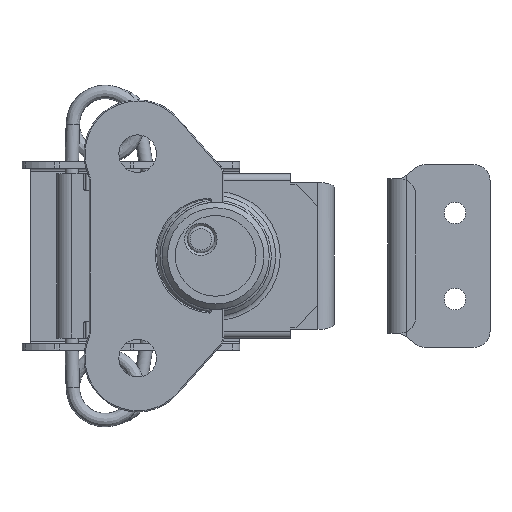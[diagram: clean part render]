
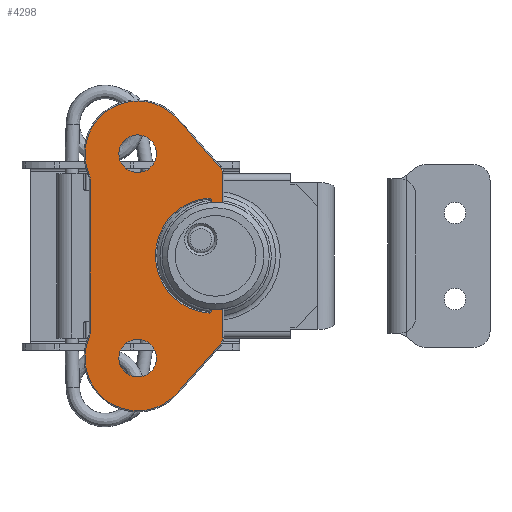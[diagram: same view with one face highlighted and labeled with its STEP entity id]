
A CAD part, top view. The second image highlights one B-rep face of the part: STEP entity #4298.
In plain terms, the highlighted planar face has unit normal (0, 0, 1).
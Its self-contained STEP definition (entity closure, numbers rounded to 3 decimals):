
#247=PLANE('',#4743);
#557=LINE('',#8526,#885);
#559=LINE('',#8540,#887);
#560=LINE('',#8546,#888);
#561=LINE('',#8552,#889);
#562=LINE('',#8555,#890);
#885=VECTOR('',#5921,20.576);
#887=VECTOR('',#5939,12.088);
#888=VECTOR('',#5944,28.408);
#889=VECTOR('',#5949,12.088);
#890=VECTOR('',#5952,30.485);
#946=FACE_BOUND('',#1437,.T.);
#947=FACE_BOUND('',#1438,.T.);
#948=FACE_BOUND('',#1439,.T.);
#1158=FACE_OUTER_BOUND('',#1436,.T.);
#1436=EDGE_LOOP('',(#3848,#3849,#3850,#3851,#3852,#3853,#3854,#3855,#3856,
#3857));
#1437=EDGE_LOOP('',(#3858));
#1438=EDGE_LOOP('',(#3859));
#1439=EDGE_LOOP('',(#3860,#3861,#3862,#3863));
#1668=CIRCLE('',#4732,0.4);
#1673=CIRCLE('',#4739,0.4);
#1674=CIRCLE('',#4741,10.713);
#1675=CIRCLE('',#4744,1.8);
#1676=CIRCLE('',#4745,9.8);
#1677=CIRCLE('',#4746,2.2);
#1678=CIRCLE('',#4747,2.2);
#1679=CIRCLE('',#4748,9.8);
#1680=CIRCLE('',#4749,1.8);
#1681=CIRCLE('',#4750,3.5);
#1682=CIRCLE('',#4751,3.5);
#2089=VERTEX_POINT('',#8515);
#2090=VERTEX_POINT('',#8517);
#2092=VERTEX_POINT('',#8523);
#2093=VERTEX_POINT('',#8528);
#2094=VERTEX_POINT('',#8536);
#2095=VERTEX_POINT('',#8537);
#2096=VERTEX_POINT('',#8539);
#2097=VERTEX_POINT('',#8541);
#2098=VERTEX_POINT('',#8543);
#2099=VERTEX_POINT('',#8545);
#2100=VERTEX_POINT('',#8547);
#2101=VERTEX_POINT('',#8549);
#2102=VERTEX_POINT('',#8551);
#2103=VERTEX_POINT('',#8553);
#2104=VERTEX_POINT('',#8556);
#2105=VERTEX_POINT('',#8558);
#2676=EDGE_CURVE('',#2089,#2090,#1668,.T.);
#2681=EDGE_CURVE('',#2090,#2092,#557,.T.);
#2683=EDGE_CURVE('',#2092,#2093,#1673,.T.);
#2684=EDGE_CURVE('',#2093,#2089,#1674,.T.);
#2686=EDGE_CURVE('',#2094,#2095,#1675,.T.);
#2687=EDGE_CURVE('',#2096,#2094,#559,.T.);
#2688=EDGE_CURVE('',#2097,#2096,#1676,.T.);
#2689=EDGE_CURVE('',#2098,#2097,#1677,.T.);
#2690=EDGE_CURVE('',#2099,#2098,#560,.T.);
#2691=EDGE_CURVE('',#2100,#2099,#1678,.T.);
#2692=EDGE_CURVE('',#2101,#2100,#1679,.T.);
#2693=EDGE_CURVE('',#2102,#2101,#561,.T.);
#2694=EDGE_CURVE('',#2103,#2102,#1680,.T.);
#2695=EDGE_CURVE('',#2095,#2103,#562,.T.);
#2696=EDGE_CURVE('',#2104,#2104,#1681,.T.);
#2697=EDGE_CURVE('',#2105,#2105,#1682,.T.);
#3848=ORIENTED_EDGE('',*,*,#2686,.F.);
#3849=ORIENTED_EDGE('',*,*,#2687,.F.);
#3850=ORIENTED_EDGE('',*,*,#2688,.F.);
#3851=ORIENTED_EDGE('',*,*,#2689,.F.);
#3852=ORIENTED_EDGE('',*,*,#2690,.F.);
#3853=ORIENTED_EDGE('',*,*,#2691,.F.);
#3854=ORIENTED_EDGE('',*,*,#2692,.F.);
#3855=ORIENTED_EDGE('',*,*,#2693,.F.);
#3856=ORIENTED_EDGE('',*,*,#2694,.F.);
#3857=ORIENTED_EDGE('',*,*,#2695,.F.);
#3858=ORIENTED_EDGE('',*,*,#2696,.T.);
#3859=ORIENTED_EDGE('',*,*,#2697,.T.);
#3860=ORIENTED_EDGE('',*,*,#2676,.F.);
#3861=ORIENTED_EDGE('',*,*,#2684,.F.);
#3862=ORIENTED_EDGE('',*,*,#2683,.F.);
#3863=ORIENTED_EDGE('',*,*,#2681,.F.);
#4298=ADVANCED_FACE('',(#1158,#946,#947,#948),#247,.T.);
#4732=AXIS2_PLACEMENT_3D('',#8518,#5910,#5911);
#4739=AXIS2_PLACEMENT_3D('',#8530,#5926,#5927);
#4741=AXIS2_PLACEMENT_3D('',#8532,#5930,#5931);
#4743=AXIS2_PLACEMENT_3D('',#8535,#5935,#5936);
#4744=AXIS2_PLACEMENT_3D('',#8538,#5937,#5938);
#4745=AXIS2_PLACEMENT_3D('',#8542,#5940,#5941);
#4746=AXIS2_PLACEMENT_3D('',#8544,#5942,#5943);
#4747=AXIS2_PLACEMENT_3D('',#8548,#5945,#5946);
#4748=AXIS2_PLACEMENT_3D('',#8550,#5947,#5948);
#4749=AXIS2_PLACEMENT_3D('',#8554,#5950,#5951);
#4750=AXIS2_PLACEMENT_3D('',#8557,#5953,#5954);
#4751=AXIS2_PLACEMENT_3D('',#8559,#5955,#5956);
#5910=DIRECTION('center_axis',(0.,0.,1.));
#5911=DIRECTION('ref_axis',(0.731,0.682,0.));
#5921=DIRECTION('',(-1.,0.,0.));
#5926=DIRECTION('center_axis',(0.,0.,1.));
#5927=DIRECTION('ref_axis',(-0.731,0.682,0.));
#5930=DIRECTION('center_axis',(0.,0.,1.));
#5931=DIRECTION('ref_axis',(0.,-1.,0.));
#5935=DIRECTION('center_axis',(0.,0.,1.));
#5936=DIRECTION('ref_axis',(1.,0.,0.));
#5937=DIRECTION('center_axis',(0.,0.,-1.));
#5938=DIRECTION('ref_axis',(-0.354,0.935,0.));
#5939=DIRECTION('',(0.749,0.662,0.));
#5940=DIRECTION('center_axis',(0.,0.,-1.));
#5941=DIRECTION('ref_axis',(-0.843,-0.538,0.));
#5942=DIRECTION('center_axis',(0.,0.,1.));
#5943=DIRECTION('ref_axis',(-0.204,0.979,0.));
#5944=DIRECTION('',(-1.,0.,0.));
#5945=DIRECTION('center_axis',(0.,0.,1.));
#5946=DIRECTION('ref_axis',(0.204,0.979,0.));
#5947=DIRECTION('center_axis',(0.,0.,-1.));
#5948=DIRECTION('ref_axis',(0.843,-0.538,0.));
#5949=DIRECTION('',(0.749,-0.662,0.));
#5950=DIRECTION('center_axis',(0.,0.,-1.));
#5951=DIRECTION('ref_axis',(0.354,0.935,0.));
#5952=DIRECTION('',(1.,0.,0.));
#5953=DIRECTION('center_axis',(0.,0.,-1.));
#5954=DIRECTION('ref_axis',(-1.,0.,0.));
#5955=DIRECTION('center_axis',(0.,0.,-1.));
#5956=DIRECTION('ref_axis',(-1.,0.,0.));
#8515=CARTESIAN_POINT('',(10.621,23.272,2.6));
#8517=CARTESIAN_POINT('',(10.222,23.7,2.6));
#8518=CARTESIAN_POINT('Origin',(10.222,23.3,2.6));
#8523=CARTESIAN_POINT('',(-10.353,23.7,2.6));
#8526=CARTESIAN_POINT('',(5.217,23.7,2.6));
#8528=CARTESIAN_POINT('',(-10.752,23.272,2.6));
#8530=CARTESIAN_POINT('Origin',(-10.353,23.3,2.6));
#8532=CARTESIAN_POINT('Origin',(-0.066,24.013,2.6));
#8535=CARTESIAN_POINT('Origin',(0.,12.965,
2.6));
#8536=CARTESIAN_POINT('',(-16.435,25.349,2.6));
#8537=CARTESIAN_POINT('',(-15.243,25.8,2.6));
#8538=CARTESIAN_POINT('Origin',(-15.243,24.,2.6));
#8539=CARTESIAN_POINT('',(-25.491,17.342,2.6));
#8540=CARTESIAN_POINT('',(-14.611,26.961,2.6));
#8541=CARTESIAN_POINT('',(-15.083,1.017,2.6));
#8542=CARTESIAN_POINT('Origin',(-19.,10.,2.6));
#8543=CARTESIAN_POINT('',(-14.204,1.2,2.6));
#8544=CARTESIAN_POINT('Origin',(-14.204,-1.,2.6));
#8545=CARTESIAN_POINT('',(14.204,1.2,2.6));
#8546=CARTESIAN_POINT('',(-7.321,1.2,2.6));
#8547=CARTESIAN_POINT('',(15.083,1.017,2.6));
#8548=CARTESIAN_POINT('Origin',(14.204,-1.,2.6));
#8549=CARTESIAN_POINT('',(25.491,17.342,2.6));
#8550=CARTESIAN_POINT('Origin',(19.,10.,2.6));
#8551=CARTESIAN_POINT('',(16.435,25.349,2.6));
#8552=CARTESIAN_POINT('',(19.423,22.707,2.6));
#8553=CARTESIAN_POINT('',(15.243,25.8,2.6));
#8554=CARTESIAN_POINT('Origin',(15.243,24.,2.6));
#8555=CARTESIAN_POINT('',(8.,25.8,2.6));
#8556=CARTESIAN_POINT('',(22.5,10.,2.6));
#8557=CARTESIAN_POINT('Origin',(19.,10.,2.6));
#8558=CARTESIAN_POINT('',(-15.5,10.,2.6));
#8559=CARTESIAN_POINT('Origin',(-19.,10.,2.6));
